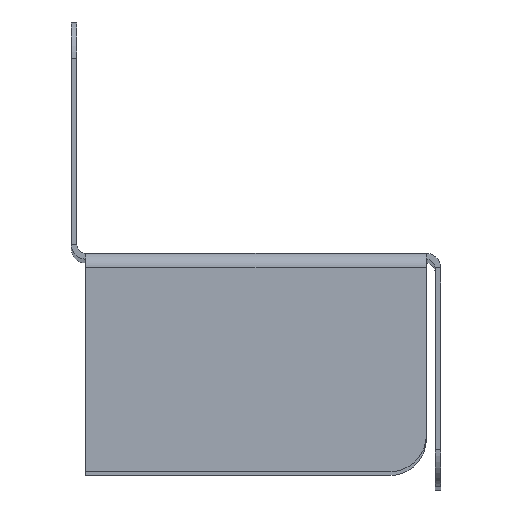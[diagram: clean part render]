
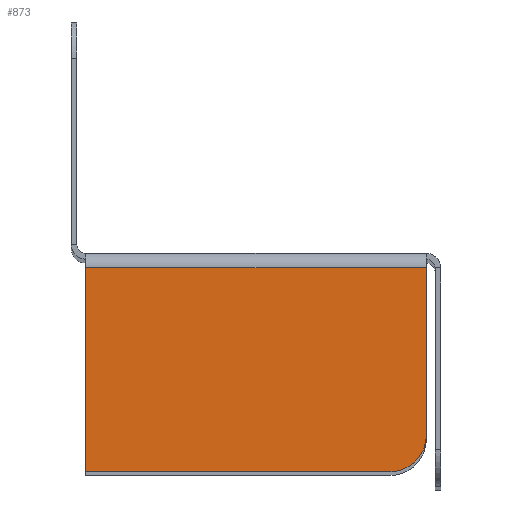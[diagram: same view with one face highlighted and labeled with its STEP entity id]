
A CAD part, top view. The second image highlights one B-rep face of the part: STEP entity #873.
In plain terms, the highlighted planar face has unit normal (0, 0, 1).
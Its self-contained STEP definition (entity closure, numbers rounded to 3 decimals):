
#36 = ORIENTED_EDGE ( 'NONE', *, *, #112, .F. ) ;
#37 = ORIENTED_EDGE ( 'NONE', *, *, #114, .F. ) ;
#38 = ORIENTED_EDGE ( 'NONE', *, *, #117, .F. ) ;
#39 = ORIENTED_EDGE ( 'NONE', *, *, #123, .T. ) ;
#48 = ORIENTED_EDGE ( 'NONE', *, *, #122, .F. ) ;
#99 = AXIS2_PLACEMENT_3D ( 'NONE', #919, #992, #993 ) ;
#112 = EDGE_CURVE ( 'NONE', #390, #387, #251, .T. ) ;
#114 = EDGE_CURVE ( 'NONE', #386, #390, #254, .T. ) ;
#117 = EDGE_CURVE ( 'NONE', #387, #391, #258, .T. ) ;
#122 = EDGE_CURVE ( 'NONE', #370, #386, #268, .T. ) ;
#123 = EDGE_CURVE ( 'NONE', #370, #391, #271, .T. ) ;
#221 = AXIS2_PLACEMENT_3D ( 'NONE', #1154, #1142, #1141 ) ;
#251 = LINE ( 'NONE', #935, #253 ) ;
#253 = VECTOR ( 'NONE', #938, 1000. ) ;
#254 = LINE ( 'NONE', #937, #257 ) ;
#257 = VECTOR ( 'NONE', #925, 1000. ) ;
#258 = LINE ( 'NONE', #997, #263 ) ;
#263 = VECTOR ( 'NONE', #920, 1000. ) ;
#268 = LINE ( 'NONE', #1002, #272 ) ;
#271 = CIRCLE ( 'NONE', #99, 5. ) ;
#272 = VECTOR ( 'NONE', #983, 1000. ) ;
#370 = VERTEX_POINT ( 'NONE', #1100 ) ;
#386 = VERTEX_POINT ( 'NONE', #1083 ) ;
#387 = VERTEX_POINT ( 'NONE', #1081 ) ;
#390 = VERTEX_POINT ( 'NONE', #1079 ) ;
#391 = VERTEX_POINT ( 'NONE', #1078 ) ;
#723 = FACE_OUTER_BOUND ( 'NONE', #1251, .T. ) ;
#873 = ADVANCED_FACE ( 'NONE', ( #723 ), #1144, .F. ) ;
#919 = CARTESIAN_POINT ( 'NONE',  ( 43., -56.8, 152. ) ) ;
#920 = DIRECTION ( 'NONE',  ( 0., -1., 0. ) ) ;
#925 = DIRECTION ( 'NONE',  ( 0., 1., 0. ) ) ;
#935 = CARTESIAN_POINT ( 'NONE',  ( 48., -33.8, 152. ) ) ;
#937 = CARTESIAN_POINT ( 'NONE',  ( 1.2, -32.6, 152. ) ) ;
#938 = DIRECTION ( 'NONE',  ( 1., 0., 0. ) ) ;
#983 = DIRECTION ( 'NONE',  ( -1., 0., 0. ) ) ;
#992 = DIRECTION ( 'NONE',  ( 0., 0., 1. ) ) ;
#993 = DIRECTION ( 'NONE',  ( 0., 1., 0. ) ) ;
#997 = CARTESIAN_POINT ( 'NONE',  ( 48., -61.8, 152. ) ) ;
#1002 = CARTESIAN_POINT ( 'NONE',  ( 1.2, -61.8, 152. ) ) ;
#1078 = CARTESIAN_POINT ( 'NONE',  ( 48., -56.8, 152. ) ) ;
#1079 = CARTESIAN_POINT ( 'NONE',  ( 1.2, -33.8, 152. ) ) ;
#1081 = CARTESIAN_POINT ( 'NONE',  ( 48., -33.8, 152. ) ) ;
#1083 = CARTESIAN_POINT ( 'NONE',  ( 1.2, -61.8, 152. ) ) ;
#1100 = CARTESIAN_POINT ( 'NONE',  ( 43., -61.8, 152. ) ) ;
#1141 = DIRECTION ( 'NONE',  ( 0., 1., 0. ) ) ;
#1142 = DIRECTION ( 'NONE',  ( 0., 0., -1. ) ) ;
#1144 = PLANE ( 'NONE',  #221 ) ;
#1154 = CARTESIAN_POINT ( 'NONE',  ( 48., -32.6, 152. ) ) ;
#1251 = EDGE_LOOP ( 'NONE', ( #48, #39, #38, #36, #37 ) ) ;
